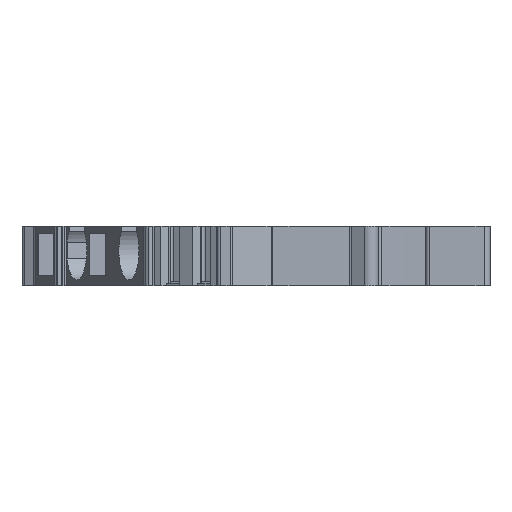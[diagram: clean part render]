
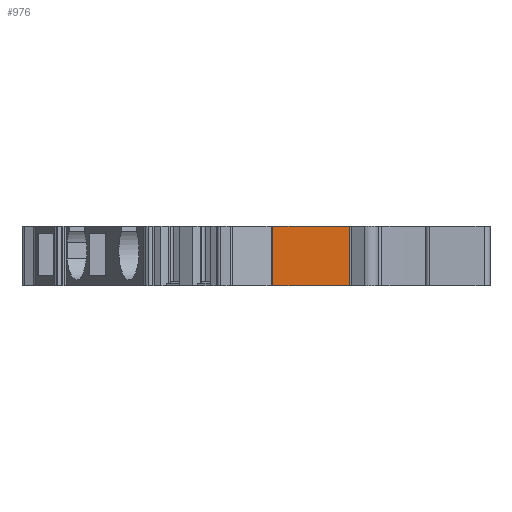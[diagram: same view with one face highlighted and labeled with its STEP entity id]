
A CAD part, left-side view. The second image highlights one B-rep face of the part: STEP entity #976.
In plain terms, the highlighted planar face has unit normal (-1, 0, 0).
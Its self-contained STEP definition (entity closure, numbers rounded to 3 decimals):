
#976=ADVANCED_FACE('',(#1825),#1404,.F.);
#1404=PLANE('',#11047);
#1825=FACE_OUTER_BOUND('',#2352,.T.);
#2352=EDGE_LOOP('',(#4688,#4689,#4690,#4691));
#4688=ORIENTED_EDGE('',*,*,#7167,.F.);
#4689=ORIENTED_EDGE('',*,*,#7916,.F.);
#4690=ORIENTED_EDGE('',*,*,#6864,.T.);
#4691=ORIENTED_EDGE('',*,*,#7915,.T.);
#5837=VERTEX_POINT('',#14552);
#5838=VERTEX_POINT('',#14554);
#6138=VERTEX_POINT('',#15163);
#6139=VERTEX_POINT('',#15165);
#6864=EDGE_CURVE('',#5838,#5837,#8331,.T.);
#7167=EDGE_CURVE('',#6138,#6139,#8526,.T.);
#7915=EDGE_CURVE('',#5837,#6139,#9070,.T.);
#7916=EDGE_CURVE('',#5838,#6138,#9071,.T.);
#8331=LINE('',#14553,#9474);
#8526=LINE('',#15164,#9669);
#9070=LINE('',#17294,#10213);
#9071=LINE('',#17296,#10214);
#9474=VECTOR('',#11594,1.);
#9669=VECTOR('',#12019,1.);
#10213=VECTOR('',#13375,1.);
#10214=VECTOR('',#13378,1.);
#11047=AXIS2_PLACEMENT_3D('',#17297,#13379,#13380);
#11594=DIRECTION('',(0.,1.,0.));
#12019=DIRECTION('',(0.,1.,0.));
#13375=DIRECTION('',(0.,0.,-1.));
#13378=DIRECTION('',(0.,0.,-1.));
#13379=DIRECTION('',(1.,0.,0.));
#13380=DIRECTION('',(0.,0.,-1.));
#14552=CARTESIAN_POINT('',(-48.71,-19.989,5.1));
#14553=CARTESIAN_POINT('',(-48.71,-26.52,5.1));
#14554=CARTESIAN_POINT('',(-48.71,-26.52,5.1));
#15163=CARTESIAN_POINT('',(-48.71,-26.52,0.));
#15164=CARTESIAN_POINT('',(-48.71,-26.52,0.));
#15165=CARTESIAN_POINT('',(-48.71,-19.989,0.));
#17294=CARTESIAN_POINT('',(-48.71,-19.989,5.1));
#17296=CARTESIAN_POINT('',(-48.71,-26.52,5.1));
#17297=CARTESIAN_POINT('',(-48.71,-26.6,5.1));
